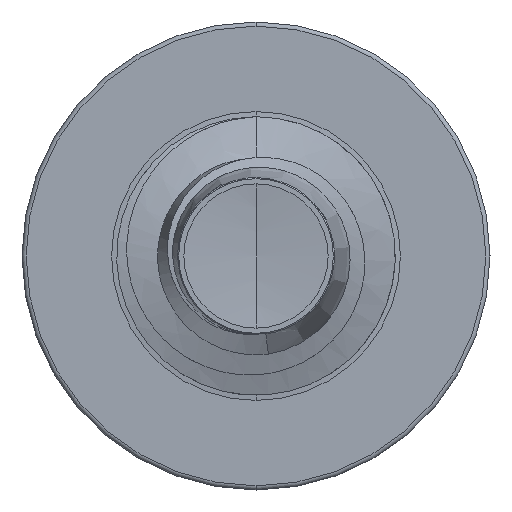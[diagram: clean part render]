
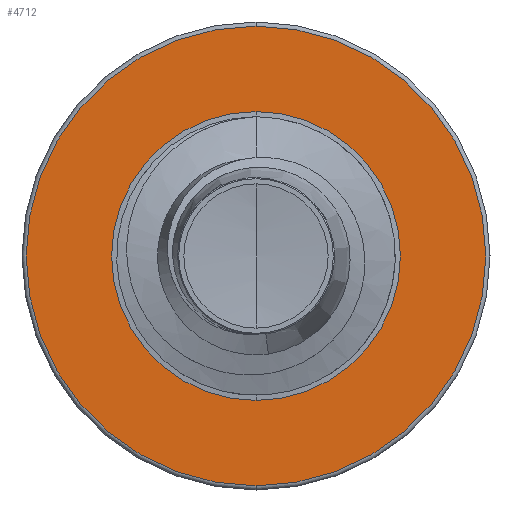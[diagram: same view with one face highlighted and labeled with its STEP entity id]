
A CAD part, front view. The second image highlights one B-rep face of the part: STEP entity #4712.
In plain terms, the highlighted planar face has unit normal (0, -1, 0).
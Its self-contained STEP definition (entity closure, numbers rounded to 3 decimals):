
#76 = FACE_OUTER_BOUND ( 'NONE', #306, .T. ) ;
#85 = FACE_BOUND ( 'NONE', #1011, .T. ) ;
#92 = DIRECTION ( 'NONE',  ( 0., 0., 1. ) ) ;
#103 = DIRECTION ( 'NONE',  ( 0., 1., 0. ) ) ;
#121 = CARTESIAN_POINT ( 'NONE',  ( 0., 2.5, -1.296 ) ) ;
#144 = EDGE_CURVE ( 'NONE', #3893, #6836, #7495, .T. ) ;
#196 = PLANE ( 'NONE',  #4409 ) ;
#306 = EDGE_LOOP ( 'NONE', ( #967, #7915 ) ) ;
#502 = VERTEX_POINT ( 'NONE', #6892 ) ;
#772 = ORIENTED_EDGE ( 'NONE', *, *, #6869, .T. ) ;
#967 = ORIENTED_EDGE ( 'NONE', *, *, #5466, .F. ) ;
#1011 = EDGE_LOOP ( 'NONE', ( #772, #5651 ) ) ;
#1347 = DIRECTION ( 'NONE',  ( 0., 0., 1. ) ) ;
#1351 = DIRECTION ( 'NONE',  ( 0., 1., 0. ) ) ;
#1357 = CARTESIAN_POINT ( 'NONE',  ( 0., 2.5, 0. ) ) ;
#1499 = CARTESIAN_POINT ( 'NONE',  ( 0., 2.5, 2.063 ) ) ;
#1511 = DIRECTION ( 'NONE',  ( 0., 0., 1. ) ) ;
#1521 = DIRECTION ( 'NONE',  ( 0., 1., 0. ) ) ;
#1523 = CARTESIAN_POINT ( 'NONE',  ( 0., 2.5, 0. ) ) ;
#1648 = EDGE_CURVE ( 'NONE', #7806, #502, #3307, .T. ) ;
#2561 = CIRCLE ( 'NONE', #7598, 1.296 ) ;
#3307 = CIRCLE ( 'NONE', #7228, 1.296 ) ;
#3542 = CIRCLE ( 'NONE', #4222, 2.062 ) ;
#3849 = AXIS2_PLACEMENT_3D ( 'NONE', #5509, #5780, #7297 ) ;
#3893 = VERTEX_POINT ( 'NONE', #7266 ) ;
#4222 = AXIS2_PLACEMENT_3D ( 'NONE', #4824, #4820, #4816 ) ;
#4409 = AXIS2_PLACEMENT_3D ( 'NONE', #121, #103, #92 ) ;
#4528 = CARTESIAN_POINT ( 'NONE',  ( 0., 2.5, -1.296 ) ) ;
#4712 = ADVANCED_FACE ( 'NONE', ( #76, #85 ), #196, .F. ) ;
#4816 = DIRECTION ( 'NONE',  ( 0., 0., 1. ) ) ;
#4820 = DIRECTION ( 'NONE',  ( 0., 1., 0. ) ) ;
#4824 = CARTESIAN_POINT ( 'NONE',  ( 0., 2.5, 0. ) ) ;
#5466 = EDGE_CURVE ( 'NONE', #6836, #3893, #3542, .T. ) ;
#5509 = CARTESIAN_POINT ( 'NONE',  ( 0., 2.5, 0. ) ) ;
#5651 = ORIENTED_EDGE ( 'NONE', *, *, #1648, .T. ) ;
#5780 = DIRECTION ( 'NONE',  ( 0., 1., 0. ) ) ;
#6836 = VERTEX_POINT ( 'NONE', #1499 ) ;
#6869 = EDGE_CURVE ( 'NONE', #502, #7806, #2561, .T. ) ;
#6892 = CARTESIAN_POINT ( 'NONE',  ( 0., 2.5, 1.296 ) ) ;
#7228 = AXIS2_PLACEMENT_3D ( 'NONE', #1523, #1521, #1511 ) ;
#7266 = CARTESIAN_POINT ( 'NONE',  ( 0., 2.5, -2.062 ) ) ;
#7297 = DIRECTION ( 'NONE',  ( 0., 0., 1. ) ) ;
#7495 = CIRCLE ( 'NONE', #3849, 2.062 ) ;
#7598 = AXIS2_PLACEMENT_3D ( 'NONE', #1357, #1351, #1347 ) ;
#7806 = VERTEX_POINT ( 'NONE', #4528 ) ;
#7915 = ORIENTED_EDGE ( 'NONE', *, *, #144, .F. ) ;
